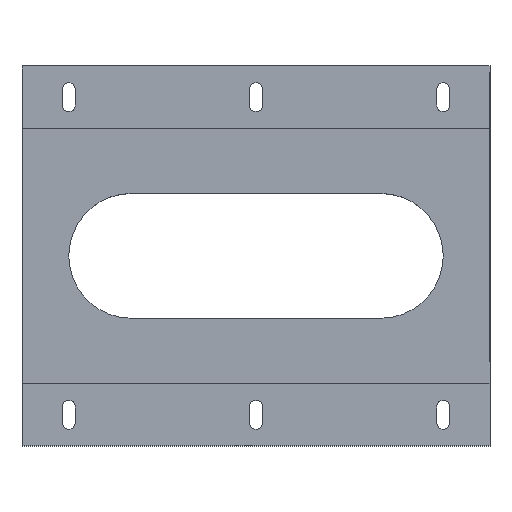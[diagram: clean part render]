
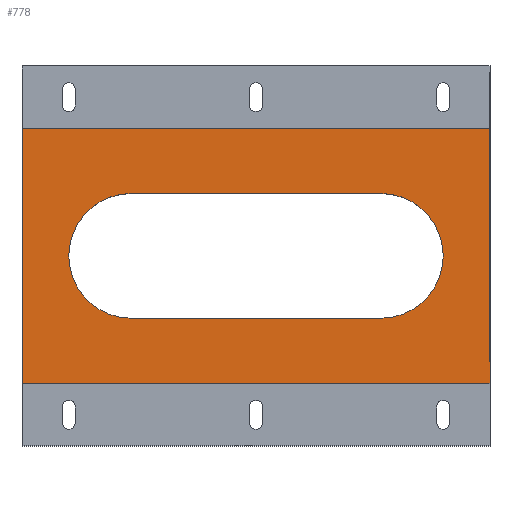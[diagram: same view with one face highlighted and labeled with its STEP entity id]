
A CAD part, top view. The second image highlights one B-rep face of the part: STEP entity #778.
In plain terms, the highlighted planar face has unit normal (0, 0, 1).
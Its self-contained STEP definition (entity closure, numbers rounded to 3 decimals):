
#42=FACE_BOUND('',#160,.T.);
#69=CIRCLE('',#850,20.);
#70=CIRCLE('',#853,20.);
#108=FACE_OUTER_BOUND('',#159,.T.);
#159=EDGE_LOOP('',(#709,#710,#711,#712));
#160=EDGE_LOOP('',(#713,#714,#715,#716));
#228=LINE('',#1263,#308);
#231=LINE('',#1271,#311);
#234=LINE('',#1279,#314);
#236=LINE('',#1283,#316);
#238=LINE('',#1287,#318);
#240=LINE('',#1290,#320);
#308=VECTOR('',#1040,10.);
#311=VECTOR('',#1049,10.);
#314=VECTOR('',#1058,10.);
#316=VECTOR('',#1062,10.);
#318=VECTOR('',#1066,10.);
#320=VECTOR('',#1070,10.);
#385=VERTEX_POINT('',#1260);
#386=VERTEX_POINT('',#1262);
#387=VERTEX_POINT('',#1266);
#388=VERTEX_POINT('',#1270);
#389=VERTEX_POINT('',#1276);
#390=VERTEX_POINT('',#1278);
#391=VERTEX_POINT('',#1282);
#392=VERTEX_POINT('',#1286);
#486=EDGE_CURVE('',#386,#385,#228,.T.);
#488=EDGE_CURVE('',#387,#386,#69,.T.);
#490=EDGE_CURVE('',#388,#387,#231,.T.);
#492=EDGE_CURVE('',#385,#388,#70,.T.);
#494=EDGE_CURVE('',#390,#389,#234,.T.);
#496=EDGE_CURVE('',#391,#390,#236,.T.);
#498=EDGE_CURVE('',#392,#391,#238,.T.);
#500=EDGE_CURVE('',#389,#392,#240,.T.);
#709=ORIENTED_EDGE('',*,*,#500,.T.);
#710=ORIENTED_EDGE('',*,*,#498,.T.);
#711=ORIENTED_EDGE('',*,*,#496,.T.);
#712=ORIENTED_EDGE('',*,*,#494,.T.);
#713=ORIENTED_EDGE('',*,*,#492,.T.);
#714=ORIENTED_EDGE('',*,*,#490,.T.);
#715=ORIENTED_EDGE('',*,*,#488,.T.);
#716=ORIENTED_EDGE('',*,*,#486,.T.);
#740=PLANE('',#858);
#778=ADVANCED_FACE('',(#108,#42),#740,.T.);
#850=AXIS2_PLACEMENT_3D('',#1267,#1044,#1045);
#853=AXIS2_PLACEMENT_3D('',#1274,#1053,#1054);
#858=AXIS2_PLACEMENT_3D('',#1291,#1071,#1072);
#1040=DIRECTION('',(-1.,0.,0.));
#1044=DIRECTION('center_axis',(0.,0.,-1.));
#1045=DIRECTION('ref_axis',(0.,-1.,0.));
#1049=DIRECTION('',(1.,0.,0.));
#1053=DIRECTION('center_axis',(0.,0.,-1.));
#1054=DIRECTION('ref_axis',(0.,1.,0.));
#1058=DIRECTION('',(0.,1.,0.));
#1062=DIRECTION('',(1.,0.,0.));
#1066=DIRECTION('',(0.,-1.,0.));
#1070=DIRECTION('',(-1.,0.,0.));
#1071=DIRECTION('center_axis',(0.,0.,1.));
#1072=DIRECTION('ref_axis',(1.,0.,0.));
#1260=CARTESIAN_POINT('',(-40.,-20.,19.8));
#1262=CARTESIAN_POINT('',(40.,-20.,19.8));
#1263=CARTESIAN_POINT('',(-40.,-20.,19.8));
#1266=CARTESIAN_POINT('',(40.,20.,19.8));
#1267=CARTESIAN_POINT('Origin',(40.,0.,19.8));
#1270=CARTESIAN_POINT('',(-40.,20.,19.8));
#1271=CARTESIAN_POINT('',(40.,20.,19.8));
#1274=CARTESIAN_POINT('Origin',(-40.,0.,19.8));
#1276=CARTESIAN_POINT('',(75.,40.9,19.8));
#1278=CARTESIAN_POINT('',(75.,-40.9,19.8));
#1279=CARTESIAN_POINT('',(75.,40.9,19.8));
#1282=CARTESIAN_POINT('',(-75.,-40.9,19.8));
#1283=CARTESIAN_POINT('',(75.,-40.9,19.8));
#1286=CARTESIAN_POINT('',(-75.,40.9,19.8));
#1287=CARTESIAN_POINT('',(-75.,-40.9,19.8));
#1290=CARTESIAN_POINT('',(-75.,40.9,19.8));
#1291=CARTESIAN_POINT('Origin',(0.,0.,
19.8));
